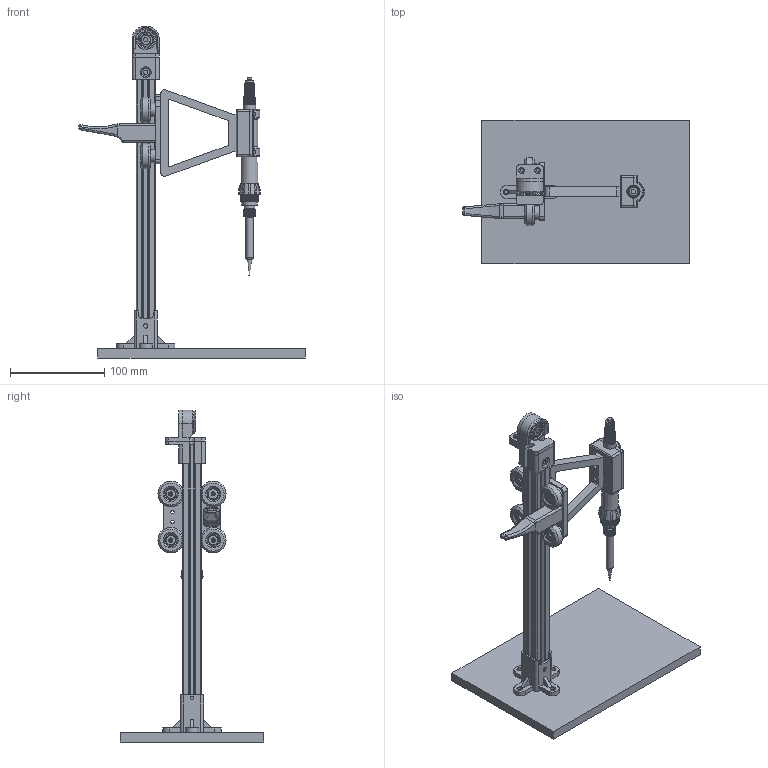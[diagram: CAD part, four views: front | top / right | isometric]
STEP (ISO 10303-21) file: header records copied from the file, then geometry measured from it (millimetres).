
FILE_DESCRIPTION(/* description */ (''),/* implementation_level */ '2;1');
FILE_NAME(/* name */ 'heat-press-rig.step',/* time_stamp */ '2019-05-07T08:16:07-04:00',/* author */ ('Adafruit'),/* organization */ (''),/* preprocessor_version */ 'ST-DEVELOPER v18',/* originating_system */ 'Autodesk Translation Framework v8.2.0.1029',/* authorisation */ '');
FILE_SCHEMA (('AUTOMOTIVE_DESIGN { 1 0 10303 214 3 1 1 }'));
Products named in the file (30): Heat-Set Mono Press; hardware; 2020x305mm aluminum extrusion v1; Solder Pen v1; platform; arm; Pen Clamp v19; clamp; bracket; cover; roller carriage; plate; standoffs; bearings; 10x15x4mm bearing; screws; wheels; roller; roller hardware; M3x6mm; M3x8mm; M3 insert; caps; 2020 Idler Assembly v7; pully; top cap; top adapter; top idler; 10x15x4mm bearing v1; roller plate handle v9
Assembly tree (42 placements, depth 4):
  Heat-Set Mono Press
    hardware
      2020x305mm aluminum extrusion v1
    Solder Pen v1
    platform
    arm
    Pen Clamp v19
      clamp
        bracket
        cover
    roller carriage
      plate
        standoffs
      bearings
        10x15x4mm bearing  x4
      screws
      wheels
        roller  x4
      roller hardware
        M3x6mm  x4
        M3x8mm  x2
        M3 insert  x4
      caps
    2020 Idler Assembly v7
      pully
      top cap
      top adapter
      top idler
      10x15x4mm bearing v1
    roller plate handle v9
Bounding box: 240.51 x 152 x 352 mm (x, y, z)
Volume: 560973.9 mm3; surface area: 217596.6 mm2
Topology: 47 solids, 47 shells, 2277 faces, 6214 edges, 4113 vertices
Faces by surface type: cylinder 794, plane 708, cone 512, bspline 245, sphere 10, torus 8
Full cylindrical faces by diameter (mm): 2.323 x22, 2.35 x48, 3 x88, 3.422 x8, 3.5 x31, 3.9 x4, 4.5 x3, 4.6 x19, 5 x2, 5.7 x4, 6 x14, 6.2 x2, 6.4 x8, 7.942 x1, 8 x1, 8.29 x1, 8.4 x1, 8.639 x1, 8.988 x1, 9.336 x1, 9.685 x1, 9.8 x6, 10 x4, 10.034 x1, 10.382 x1, 10.731 x1, 11 x11, 11.079 x1, 11.428 x1, 11.5 x1
Entity records: 56708 total; most frequent: CARTESIAN_POINT 21271, ORIENTED_EDGE 7410, DIRECTION 7161, EDGE_CURVE 3705, AXIS2_PLACEMENT_3D 2702, VERTEX_POINT 2444, LINE 1757, VECTOR 1757
